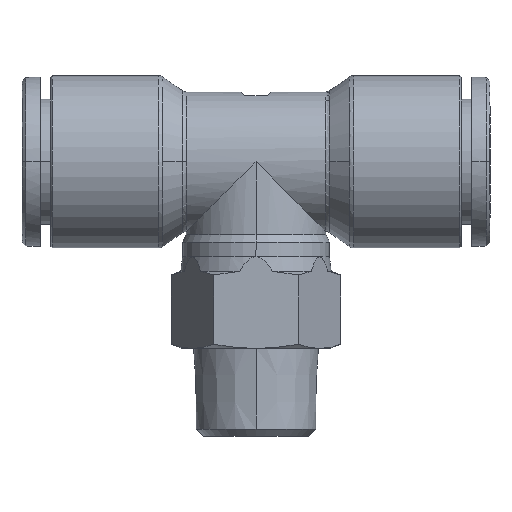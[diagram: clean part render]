
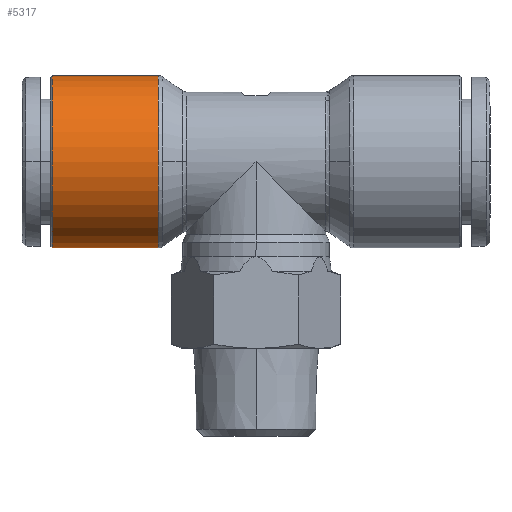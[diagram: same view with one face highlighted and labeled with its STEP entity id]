
A CAD part, front view. The second image highlights one B-rep face of the part: STEP entity #5317.
In plain terms, the highlighted cylindrical face has radius 11.75 mm (diameter 23.5 mm), a partial arc.
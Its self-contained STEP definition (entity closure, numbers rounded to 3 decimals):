
#168 = CYLINDRICAL_SURFACE ( 'NONE', #4434, 11.75 ) ;
#176 = ORIENTED_EDGE ( 'NONE', *, *, #1958, .F. ) ;
#305 = CIRCLE ( 'NONE', #10682, 11.75 ) ;
#446 = LINE ( 'NONE', #2027, #6750 ) ;
#1393 = ORIENTED_EDGE ( 'NONE', *, *, #11912, .F. ) ;
#1530 = ORIENTED_EDGE ( 'NONE', *, *, #3155, .T. ) ;
#1947 = AXIS2_PLACEMENT_3D ( 'NONE', #6643, #3497, #13487 ) ;
#1958 = EDGE_CURVE ( 'NONE', #4498, #12673, #305, .T. ) ;
#2027 = CARTESIAN_POINT ( 'NONE',  ( -19.5, 0., 11.75 ) ) ;
#2812 = CARTESIAN_POINT ( 'NONE',  ( -27.8, 0., 0. ) ) ;
#2956 = DIRECTION ( 'NONE',  ( -1., 0., 0. ) ) ;
#3155 = EDGE_CURVE ( 'NONE', #8980, #14106, #4826, .T. ) ;
#3497 = DIRECTION ( 'NONE',  ( -1., 0., 0. ) ) ;
#4063 = CARTESIAN_POINT ( 'NONE',  ( -27.8, 0., 11.75 ) ) ;
#4314 = DIRECTION ( 'NONE',  ( 1., 0., 0. ) ) ;
#4354 = CARTESIAN_POINT ( 'NONE',  ( -27.8, -11.75, 0. ) ) ;
#4434 = AXIS2_PLACEMENT_3D ( 'NONE', #9874, #4314, #12168 ) ;
#4498 = VERTEX_POINT ( 'NONE', #4354 ) ;
#4826 = CIRCLE ( 'NONE', #1947, 11.75 ) ;
#5123 = DIRECTION ( 'NONE',  ( 0., 0., 1. ) ) ;
#5268 = DIRECTION ( 'NONE',  ( 0., 0., 1. ) ) ;
#5317 = ADVANCED_FACE ( 'NONE', ( #12301 ), #168, .T. ) ;
#5403 = DIRECTION ( 'NONE',  ( 1., 0., 0. ) ) ;
#5452 = CIRCLE ( 'NONE', #6361, 11.75 ) ;
#6073 = EDGE_LOOP ( 'NONE', ( #7186, #176, #1393, #13879, #1530 ) ) ;
#6348 = EDGE_CURVE ( 'NONE', #7934, #8980, #9062, .T. ) ;
#6361 = AXIS2_PLACEMENT_3D ( 'NONE', #9666, #2956, #5268 ) ;
#6574 = CARTESIAN_POINT ( 'NONE',  ( -13.316, 0., -11.75 ) ) ;
#6640 = CARTESIAN_POINT ( 'NONE',  ( -13.316, 0., 11.75 ) ) ;
#6643 = CARTESIAN_POINT ( 'NONE',  ( -13.316, 0., 0. ) ) ;
#6750 = VECTOR ( 'NONE', #5403, 1000. ) ;
#7186 = ORIENTED_EDGE ( 'NONE', *, *, #12595, .F. ) ;
#7934 = VERTEX_POINT ( 'NONE', #11269 ) ;
#7974 = CARTESIAN_POINT ( 'NONE',  ( -19.5, 0., -11.75 ) ) ;
#8980 = VERTEX_POINT ( 'NONE', #6574 ) ;
#9062 = LINE ( 'NONE', #7974, #11139 ) ;
#9666 = CARTESIAN_POINT ( 'NONE',  ( -27.8, 0., 0. ) ) ;
#9874 = CARTESIAN_POINT ( 'NONE',  ( -19.5, 0., 0. ) ) ;
#10682 = AXIS2_PLACEMENT_3D ( 'NONE', #2812, #11867, #5123 ) ;
#11139 = VECTOR ( 'NONE', #13632, 1000. ) ;
#11269 = CARTESIAN_POINT ( 'NONE',  ( -27.8, 0., -11.75 ) ) ;
#11867 = DIRECTION ( 'NONE',  ( -1., 0., 0. ) ) ;
#11912 = EDGE_CURVE ( 'NONE', #7934, #4498, #5452, .T. ) ;
#12168 = DIRECTION ( 'NONE',  ( 0., 0., -1. ) ) ;
#12301 = FACE_OUTER_BOUND ( 'NONE', #6073, .T. ) ;
#12595 = EDGE_CURVE ( 'NONE', #12673, #14106, #446, .T. ) ;
#12673 = VERTEX_POINT ( 'NONE', #4063 ) ;
#13487 = DIRECTION ( 'NONE',  ( 0., 0., -1. ) ) ;
#13632 = DIRECTION ( 'NONE',  ( 1., 0., 0. ) ) ;
#13879 = ORIENTED_EDGE ( 'NONE', *, *, #6348, .T. ) ;
#14106 = VERTEX_POINT ( 'NONE', #6640 ) ;
